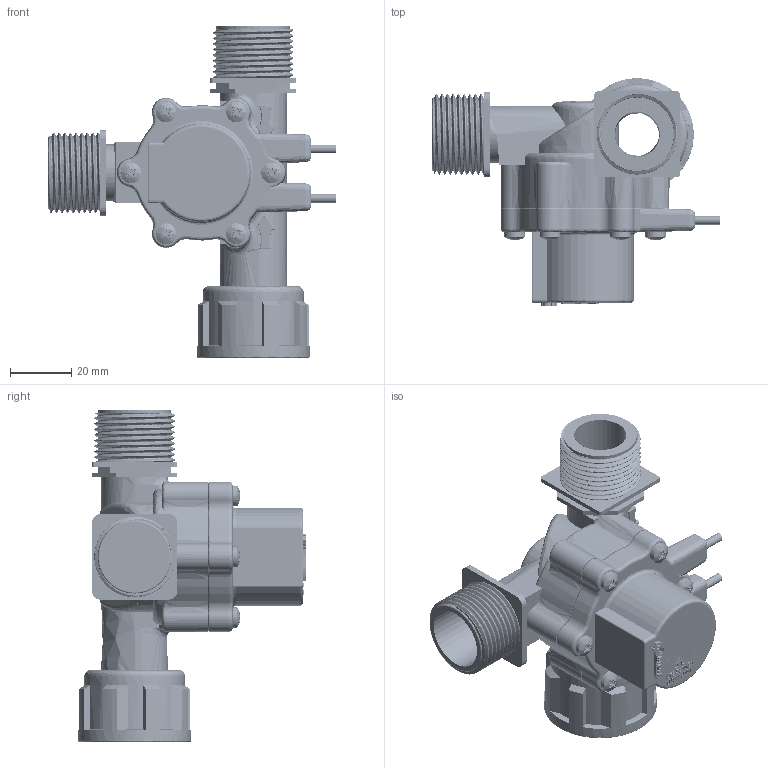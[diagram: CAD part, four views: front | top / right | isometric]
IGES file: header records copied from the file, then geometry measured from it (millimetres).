
Start section: SolidWorks IGES file using analytic representation for surfaces
Global section: file name: Body Y assy.IGS; native system: SolidWorks 2008; preprocessor: SolidWorks 2008; author: Peter; date: 090319.154728; units: millimetre
Bounding box: 94 x 74.5 x 108.5 mm (x, y, z)
Surface area: 73609.8 mm2 (no closed solid volume)
Topology: 0 solids, 0 shells, 2858 faces, 38537 edges, 38021 vertices
Faces by surface type: revolution 1795, bspline 1063
